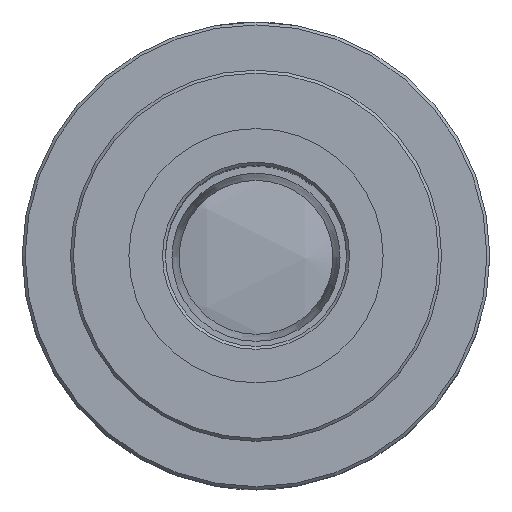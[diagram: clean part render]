
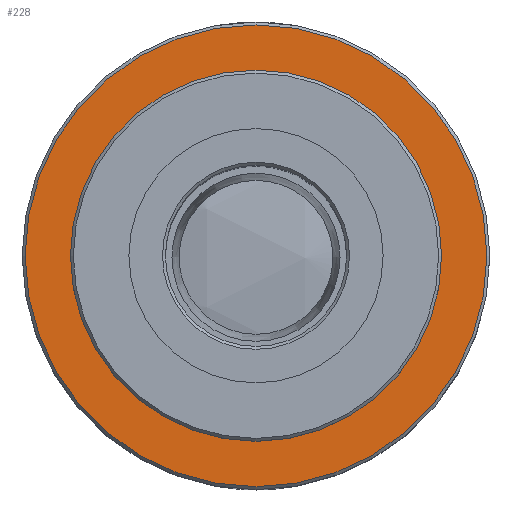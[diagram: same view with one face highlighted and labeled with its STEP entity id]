
A CAD part, top view. The second image highlights one B-rep face of the part: STEP entity #228.
In plain terms, the highlighted planar face has unit normal (0, 0, 1).
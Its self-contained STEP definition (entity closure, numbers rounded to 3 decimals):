
#228=ADVANCED_FACE('',(#447,#448),#322,.F.);
#322=PLANE('',#1605);
#447=FACE_BOUND('',#654,.T.);
#448=FACE_BOUND('',#655,.T.);
#654=EDGE_LOOP('',(#988));
#655=EDGE_LOOP('',(#989));
#988=ORIENTED_EDGE('',*,*,#1360,.T.);
#989=ORIENTED_EDGE('',*,*,#1359,.T.);
#1202=VERTEX_POINT('',#4744);
#1203=VERTEX_POINT('',#4747);
#1359=EDGE_CURVE('',#1202,#1202,#1461,.T.);
#1360=EDGE_CURVE('',#1203,#1203,#1462,.T.);
#1461=CIRCLE('',#1602,12.);
#1462=CIRCLE('',#1604,15.8);
#1602=AXIS2_PLACEMENT_3D('',#4743,#1926,#1927);
#1604=AXIS2_PLACEMENT_3D('',#4746,#1930,#1931);
#1605=AXIS2_PLACEMENT_3D('',#4748,#1932,#1933);
#1926=DIRECTION('',(0.,0.,-1.));
#1927=DIRECTION('',(0.,1.,0.));
#1930=DIRECTION('',(0.,0.,1.));
#1931=DIRECTION('',(0.,1.,0.));
#1932=DIRECTION('',(0.,0.,-1.));
#1933=DIRECTION('',(0.,1.,0.));
#4743=CARTESIAN_POINT('',(0.,0.,98.231));
#4744=CARTESIAN_POINT('',(0.,12.,98.231));
#4746=CARTESIAN_POINT('',(0.,0.,98.231));
#4747=CARTESIAN_POINT('',(0.,15.8,98.231));
#4748=CARTESIAN_POINT('',(-12.,0.,98.231));
